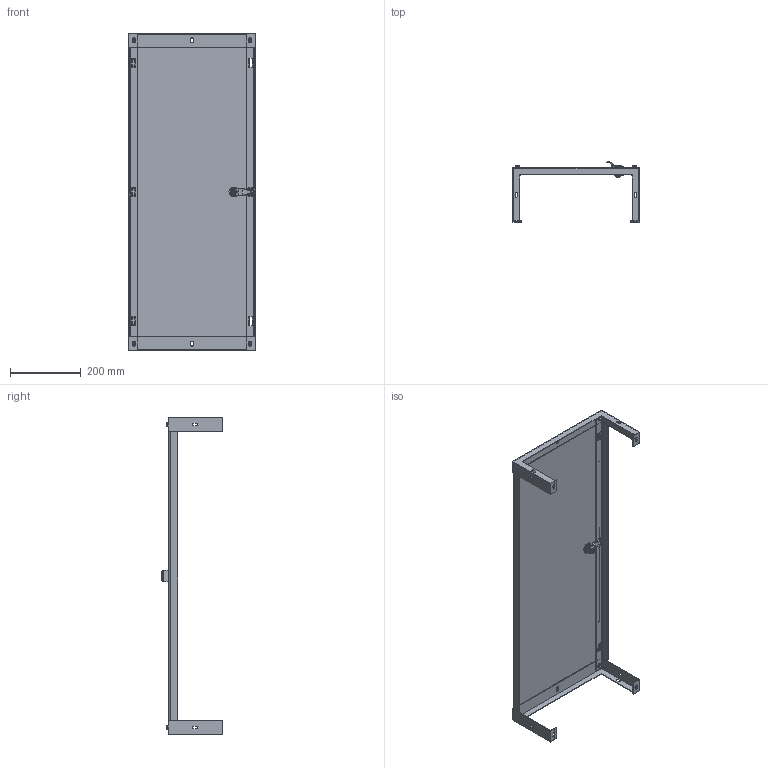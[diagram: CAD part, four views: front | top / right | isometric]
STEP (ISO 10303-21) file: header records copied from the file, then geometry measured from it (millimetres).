
FILE_DESCRIPTION (( 'STEP AP214' ), '1' );
FILE_NAME ('SCE-14RMW.STEP', '2021-01-24T12:33:11', ( '' ), ( '' ), 'SwSTEP 2.0', 'SolidWorks 2019', '' );
FILE_SCHEMA (( 'AUTOMOTIVE_DESIGN' ));
Length unit declared in the file: inch
Products named in the file (1): SCE-14RMW
Bounding box: 355.62 x 169.87 x 893.32 mm (x, y, z)
Volume: 854825.1 mm3; surface area: 878659.9 mm2
Topology: 20 solids, 20 shells, 962 faces, 2529 edges, 1636 vertices
Faces by surface type: plane 488, cylinder 330, bspline 110, cone 26, torus 8
Full cylindrical faces by diameter (mm): 4.763 x4, 5 x1, 5.5 x1, 6.299 x4, 6.35 x4, 8.712 x8, 9.9 x1, 10 x1, 11.176 x4, 12.7 x4, 12.8 x1, 13.5 x1, 16 x1, 16.1 x1, 19.8 x1, 21.336 x1, 22 x1, 28 x1, 28.321 x1
Entity records: 33827 total; most frequent: CARTESIAN_POINT 10829, ORIENTED_EDGE 4846, DIRECTION 4392, EDGE_CURVE 2423, VERTEX_POINT 1603, AXIS2_PLACEMENT_3D 1489, LINE 1414, VECTOR 1414
